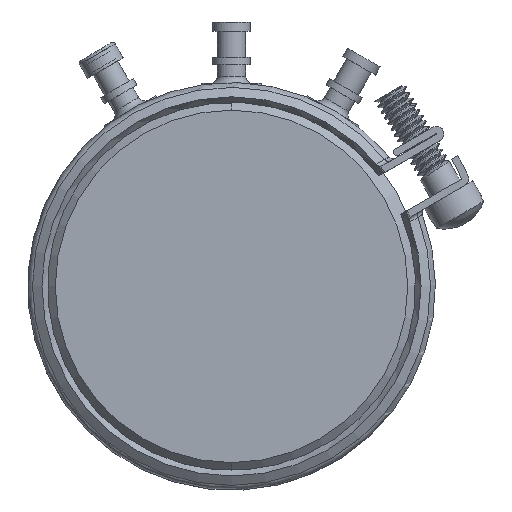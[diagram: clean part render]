
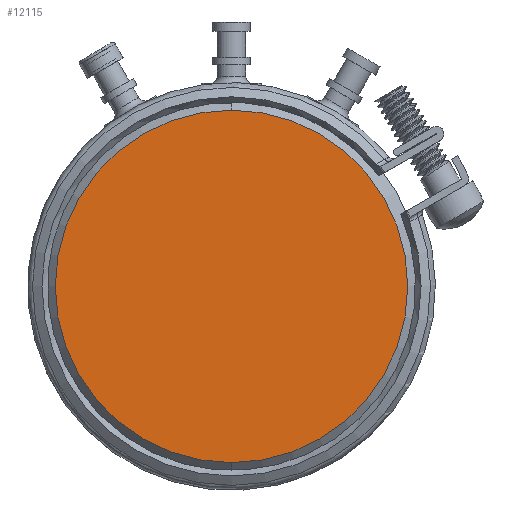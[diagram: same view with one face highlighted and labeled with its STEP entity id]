
A CAD part, top view. The second image highlights one B-rep face of the part: STEP entity #12115.
In plain terms, the highlighted planar face has unit normal (0, 0, 1).
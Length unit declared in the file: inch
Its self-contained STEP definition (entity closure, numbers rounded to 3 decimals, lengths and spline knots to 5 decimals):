
#4374=CARTESIAN_POINT('',(0.,0.,0.068));
#4375=DIRECTION('',(0.,0.,-1.));
#4376=DIRECTION('',(0.,1.,0.));
#4377=AXIS2_PLACEMENT_3D('',#4374,#4375,#4376);
#4379=CARTESIAN_POINT('',(0.,0.,0.068));
#4380=DIRECTION('',(0.,0.,-1.));
#4381=DIRECTION('',(0.,-1.,0.));
#4382=AXIS2_PLACEMENT_3D('',#4379,#4380,#4381);
#6168=CARTESIAN_POINT('',(0.,0.373,0.068));
#6169=CARTESIAN_POINT('',(0.,-0.373,0.068));
#6170=VERTEX_POINT('',#6168);
#6171=VERTEX_POINT('',#6169);
#12105=CARTESIAN_POINT('',(0.,0.,0.068));
#12106=DIRECTION('',(0.,0.,-1.));
#12107=DIRECTION('',(0.,-1.,0.));
#12108=AXIS2_PLACEMENT_3D('',#12105,#12106,#12107);
#12109=PLANE('',#12108);
#12111=ORIENTED_EDGE('',*,*,#12110,.T.);
#12112=ORIENTED_EDGE('',*,*,#12095,.T.);
#12113=EDGE_LOOP('',(#12111,#12112));
#12114=FACE_OUTER_BOUND('',#12113,.F.);
#12115=ADVANCED_FACE('',(#12114),#12109,.F.);
#4378=CIRCLE('',#4377,0.373);
#4383=CIRCLE('',#4382,0.373);
#12095=EDGE_CURVE('',#6171,#6170,#4383,.T.);
#12110=EDGE_CURVE('',#6170,#6171,#4378,.T.);
